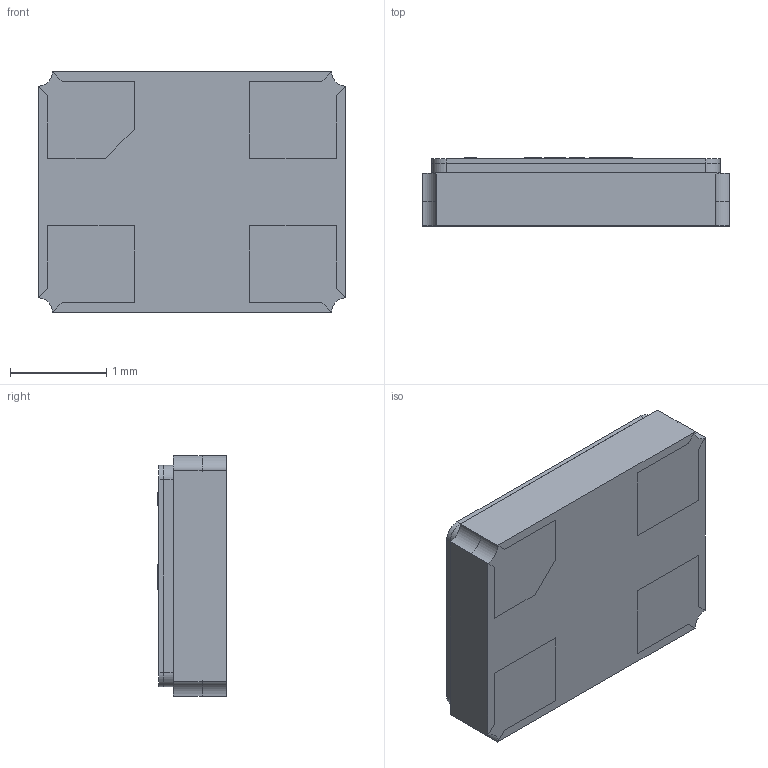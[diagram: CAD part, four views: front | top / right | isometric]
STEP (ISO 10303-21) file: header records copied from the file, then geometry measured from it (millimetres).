
FILE_DESCRIPTION (( 'STEP AP214' ), '1' );
FILE_NAME ('FC3BA.STEP', '2023-05-22T06:26:59', ( '' ), ( '' ), 'SwSTEP 2.0', 'SolidWorks 2022', '' );
FILE_SCHEMA (( 'AUTOMOTIVE_DESIGN' ));
Length unit declared in the file: millimetre
Products named in the file (1): FC3BA
Bounding box: 3.2 x 0.71 x 2.5 mm (x, y, z)
Volume: 5.4 mm3; surface area: 50 mm2
Topology: 12 solids, 12 shells, 186 faces, 467 edges, 306 vertices
Faces by surface type: plane 126, bspline 34, cylinder 22, torus 4
Entity records: 8352 total; most frequent: CARTESIAN_POINT 3098, ORIENTED_EDGE 934, DIRECTION 753, EDGE_CURVE 467, VECTOR 351, LINE 351, VERTEX_POINT 306, AXIS2_PLACEMENT_3D 201
